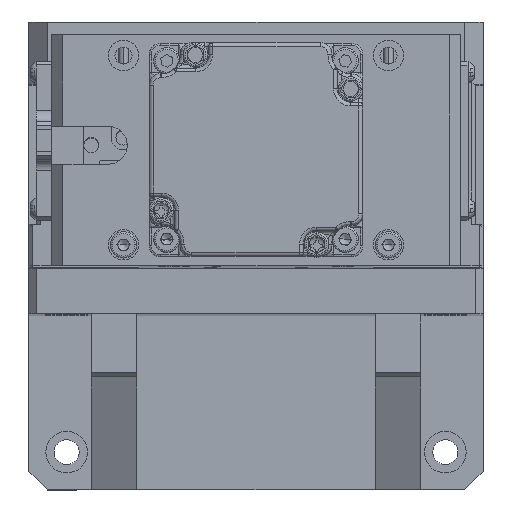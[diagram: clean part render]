
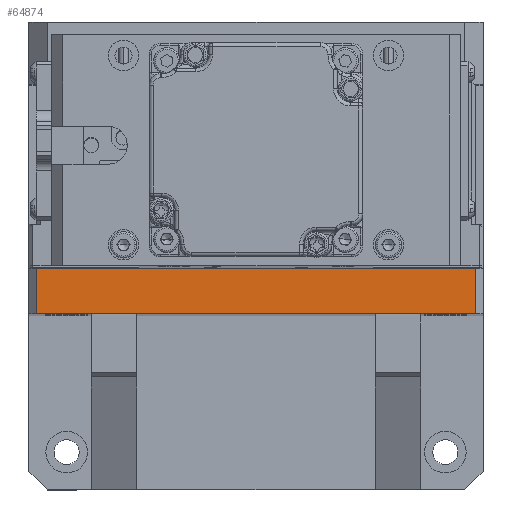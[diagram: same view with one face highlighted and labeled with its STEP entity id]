
A CAD part, top view. The second image highlights one B-rep face of the part: STEP entity #64874.
In plain terms, the highlighted planar face has unit normal (0, 0, 1).
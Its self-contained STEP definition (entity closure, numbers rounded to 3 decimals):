
#42 = DIRECTION ( 'NONE',  ( -1., 0., 0. ) ) ;
#3565 = VERTEX_POINT ( 'NONE', #30826 ) ;
#10698 = ORIENTED_EDGE ( 'NONE', *, *, #25046, .F. ) ;
#13651 = CARTESIAN_POINT ( 'NONE',  ( -60., -12., 342. ) ) ;
#14536 = DIRECTION ( 'NONE',  ( -1., 0., 0. ) ) ;
#14646 = VECTOR ( 'NONE', #19138, 1000. ) ;
#17461 = LINE ( 'NONE', #37380, #65865 ) ;
#18932 = CARTESIAN_POINT ( 'NONE',  ( -58., -12., 342. ) ) ;
#19138 = DIRECTION ( 'NONE',  ( 0., 1., 0. ) ) ;
#21235 = AXIS2_PLACEMENT_3D ( 'NONE', #13651, #42532, #64814 ) ;
#25046 = EDGE_CURVE ( 'NONE', #40559, #32479, #47823, .T. ) ;
#30826 = CARTESIAN_POINT ( 'NONE',  ( -58., 0., 342. ) ) ;
#31962 = EDGE_LOOP ( 'NONE', ( #49771, #52643, #10698, #56179 ) ) ;
#32479 = VERTEX_POINT ( 'NONE', #70079 ) ;
#33964 = VECTOR ( 'NONE', #59513, 1000. ) ;
#37380 = CARTESIAN_POINT ( 'NONE',  ( -60., 0., 342. ) ) ;
#39852 = EDGE_CURVE ( 'NONE', #40559, #69139, #66664, .T. ) ;
#40559 = VERTEX_POINT ( 'NONE', #62141 ) ;
#42532 = DIRECTION ( 'NONE',  ( 0., 0., -1. ) ) ;
#42827 = CARTESIAN_POINT ( 'NONE',  ( 58., 0., 342. ) ) ;
#47301 = PLANE ( 'NONE',  #21235 ) ;
#47823 = LINE ( 'NONE', #74136, #66627 ) ;
#49221 = LINE ( 'NONE', #18932, #33964 ) ;
#49771 = ORIENTED_EDGE ( 'NONE', *, *, #66534, .T. ) ;
#52643 = ORIENTED_EDGE ( 'NONE', *, *, #59006, .T. ) ;
#55383 = FACE_OUTER_BOUND ( 'NONE', #31962, .T. ) ;
#56179 = ORIENTED_EDGE ( 'NONE', *, *, #39852, .T. ) ;
#59006 = EDGE_CURVE ( 'NONE', #3565, #32479, #49221, .T. ) ;
#59513 = DIRECTION ( 'NONE',  ( 0., -1., 0. ) ) ;
#62141 = CARTESIAN_POINT ( 'NONE',  ( 58., -12., 342. ) ) ;
#64742 = CARTESIAN_POINT ( 'NONE',  ( 58., -12., 342. ) ) ;
#64814 = DIRECTION ( 'NONE',  ( 0., 1., 0. ) ) ;
#64874 = ADVANCED_FACE ( 'NONE', ( #55383 ), #47301, .F. ) ;
#65865 = VECTOR ( 'NONE', #14536, 1000. ) ;
#66534 = EDGE_CURVE ( 'NONE', #69139, #3565, #17461, .T. ) ;
#66627 = VECTOR ( 'NONE', #42, 1000. ) ;
#66664 = LINE ( 'NONE', #64742, #14646 ) ;
#69139 = VERTEX_POINT ( 'NONE', #42827 ) ;
#70079 = CARTESIAN_POINT ( 'NONE',  ( -58., -12., 342. ) ) ;
#74136 = CARTESIAN_POINT ( 'NONE',  ( -60., -12., 342. ) ) ;
